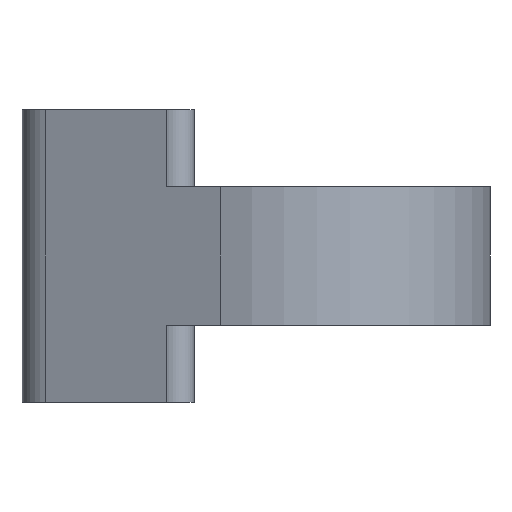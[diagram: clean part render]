
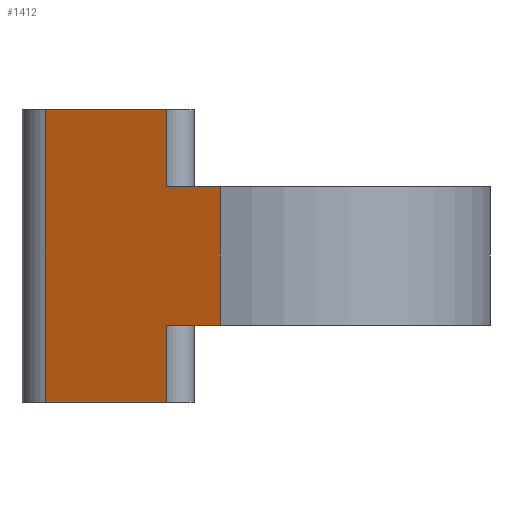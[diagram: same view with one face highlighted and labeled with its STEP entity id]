
A CAD part, left-side view. The second image highlights one B-rep face of the part: STEP entity #1412.
In plain terms, the highlighted planar face has unit normal (-0.92, 0.391, 0).
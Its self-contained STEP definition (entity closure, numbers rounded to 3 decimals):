
#115=LINE('',#2292,#225);
#119=LINE('',#2312,#229);
#129=LINE('',#2355,#239);
#135=LINE('',#2389,#245);
#136=LINE('',#2390,#246);
#137=LINE('',#2391,#247);
#138=LINE('',#2393,#248);
#139=LINE('',#2395,#249);
#225=VECTOR('',#1792,1000.);
#229=VECTOR('',#1810,1000.);
#239=VECTOR('',#1842,1000.);
#245=VECTOR('',#1874,1000.);
#246=VECTOR('',#1875,1000.);
#247=VECTOR('',#1876,1000.);
#248=VECTOR('',#1877,1000.);
#249=VECTOR('',#1878,1000.);
#444=ORIENTED_EDGE('',*,*,#843,.T.);
#445=ORIENTED_EDGE('',*,*,#806,.T.);
#446=ORIENTED_EDGE('',*,*,#844,.F.);
#447=ORIENTED_EDGE('',*,*,#826,.T.);
#448=ORIENTED_EDGE('',*,*,#845,.F.);
#449=ORIENTED_EDGE('',*,*,#846,.F.);
#450=ORIENTED_EDGE('',*,*,#847,.T.);
#451=ORIENTED_EDGE('',*,*,#796,.F.);
#796=EDGE_CURVE('',#993,#994,#115,.T.);
#806=EDGE_CURVE('',#1003,#1002,#119,.T.);
#826=EDGE_CURVE('',#1021,#1022,#129,.T.);
#843=EDGE_CURVE('',#993,#1003,#135,.T.);
#844=EDGE_CURVE('',#1021,#1002,#136,.T.);
#845=EDGE_CURVE('',#1036,#1022,#137,.T.);
#846=EDGE_CURVE('',#1037,#1036,#138,.T.);
#847=EDGE_CURVE('',#1037,#994,#139,.T.);
#993=VERTEX_POINT('',#2291);
#994=VERTEX_POINT('',#2293);
#1002=VERTEX_POINT('',#2311);
#1003=VERTEX_POINT('',#2313);
#1021=VERTEX_POINT('',#2356);
#1022=VERTEX_POINT('',#2357);
#1036=VERTEX_POINT('',#2392);
#1037=VERTEX_POINT('',#2394);
#1182=EDGE_LOOP('',(#444,#445,#446,#447,#448,#449,#450,#451));
#1276=FACE_BOUND('',#1182,.T.);
#1360=PLANE('',#1562);
#1412=ADVANCED_FACE('',(#1276),#1360,.F.);
#1562=AXIS2_PLACEMENT_3D('',#2388,#1872,#1873);
#1792=DIRECTION('',(-0.391,-0.921,0.));
#1810=DIRECTION('',(-0.391,-0.921,0.));
#1842=DIRECTION('',(-0.391,-0.921,0.));
#1872=DIRECTION('',(0.921,-0.391,0.));
#1873=DIRECTION('',(0.391,0.921,0.));
#1874=DIRECTION('',(0.,0.,-1.));
#1875=DIRECTION('',(0.,0.,-1.));
#1876=DIRECTION('',(0.,0.,-1.));
#1877=DIRECTION('',(-0.391,-0.921,0.));
#1878=DIRECTION('',(0.,0.,1.));
#2291=CARTESIAN_POINT('',(-6.779,28.877,9.5));
#2292=CARTESIAN_POINT('',(-6.779,28.877,9.5));
#2293=CARTESIAN_POINT('',(-10.104,21.045,9.5));
#2311=CARTESIAN_POINT('',(-10.104,21.045,-9.5));
#2312=CARTESIAN_POINT('',(-6.779,28.877,-9.5));
#2313=CARTESIAN_POINT('',(-6.779,28.877,-9.5));
#2355=CARTESIAN_POINT('',(-6.779,28.877,-4.5));
#2356=CARTESIAN_POINT('',(-10.104,21.045,-4.5));
#2357=CARTESIAN_POINT('',(-11.598,17.523,-4.5));
#2388=CARTESIAN_POINT('',(-6.779,28.877,4.5));
#2389=CARTESIAN_POINT('',(-6.779,28.877,4.5));
#2390=CARTESIAN_POINT('',(-10.104,21.045,-4.5));
#2391=CARTESIAN_POINT('',(-11.598,17.523,4.5));
#2392=CARTESIAN_POINT('',(-11.598,17.523,4.5));
#2393=CARTESIAN_POINT('',(-6.779,28.877,4.5));
#2394=CARTESIAN_POINT('',(-10.104,21.045,4.5));
#2395=CARTESIAN_POINT('',(-10.104,21.045,4.5));
